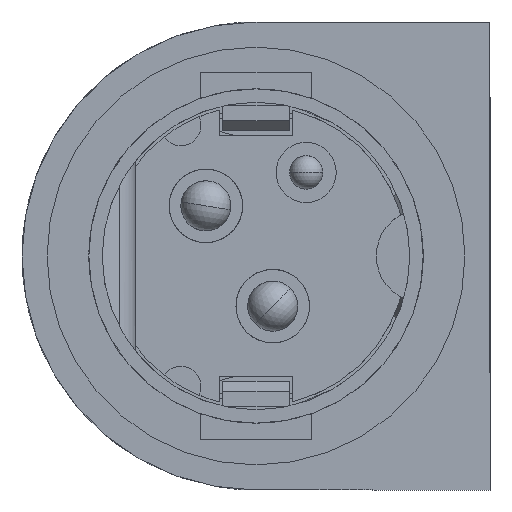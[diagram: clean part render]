
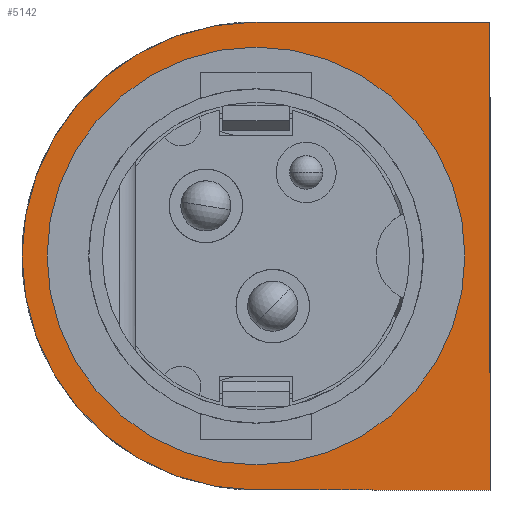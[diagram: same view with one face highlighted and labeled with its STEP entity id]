
A CAD part, left-side view. The second image highlights one B-rep face of the part: STEP entity #5142.
In plain terms, the highlighted face is planar.
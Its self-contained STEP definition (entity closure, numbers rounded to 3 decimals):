
#48 = CARTESIAN_POINT ( 'NONE',  ( 9.7, 0., 7. ) ) ;
#265 = DIRECTION ( 'NONE',  ( 0., 0., 1. ) ) ;
#472 = DIRECTION ( 'NONE',  ( 0., 1., 0. ) ) ;
#1026 = VERTEX_POINT ( 'NONE', #10331 ) ;
#1344 = VECTOR ( 'NONE', #10134, 1000. ) ;
#1579 = AXIS2_PLACEMENT_3D ( 'NONE', #14704, #7540, #265 ) ;
#2613 = VERTEX_POINT ( 'NONE', #4480 ) ;
#2664 = DIRECTION ( 'NONE',  ( 1., 0., 0. ) ) ;
#2743 = ORIENTED_EDGE ( 'NONE', *, *, #13314, .F. ) ;
#2747 = EDGE_CURVE ( 'NONE', #13644, #2613, #9684, .T. ) ;
#3193 = DIRECTION ( 'NONE',  ( 0., 0., -1. ) ) ;
#3377 = DIRECTION ( 'NONE',  ( 0., -1., 0. ) ) ;
#4480 = CARTESIAN_POINT ( 'NONE',  ( 9.7, 0., 7. ) ) ;
#4714 = EDGE_CURVE ( 'NONE', #8942, #15087, #11279, .T. ) ;
#5137 = CIRCLE ( 'NONE', #8135, 6.25 ) ;
#5142 = ADVANCED_FACE ( 'NONE', ( #14623, #14546 ), #11003, .F. ) ;
#5229 = CARTESIAN_POINT ( 'NONE',  ( 9.7, 0., -7. ) ) ;
#5486 = CARTESIAN_POINT ( 'NONE',  ( 9.7, 0., 7. ) ) ;
#6105 = ORIENTED_EDGE ( 'NONE', *, *, #13231, .F. ) ;
#6308 = DIRECTION ( 'NONE',  ( 1., 0., 0. ) ) ;
#6701 = ORIENTED_EDGE ( 'NONE', *, *, #2747, .T. ) ;
#6746 = ORIENTED_EDGE ( 'NONE', *, *, #14472, .T. ) ;
#6864 = VERTEX_POINT ( 'NONE', #14809 ) ;
#7144 = CIRCLE ( 'NONE', #11166, 6.25 ) ;
#7250 = EDGE_LOOP ( 'NONE', ( #6701, #11483, #7662, #6746 ) ) ;
#7263 = CARTESIAN_POINT ( 'NONE',  ( 9.7, 7., 0. ) ) ;
#7396 = CARTESIAN_POINT ( 'NONE',  ( 9.7, 7., 0. ) ) ;
#7540 = DIRECTION ( 'NONE',  ( -1., 0., 0. ) ) ;
#7662 = ORIENTED_EDGE ( 'NONE', *, *, #4714, .T. ) ;
#7803 = AXIS2_PLACEMENT_3D ( 'NONE', #7263, #6308, #13403 ) ;
#8135 = AXIS2_PLACEMENT_3D ( 'NONE', #11478, #11396, #3193 ) ;
#8241 = CARTESIAN_POINT ( 'NONE',  ( 9.7, 7., -7. ) ) ;
#8942 = VERTEX_POINT ( 'NONE', #5229 ) ;
#9656 = CARTESIAN_POINT ( 'NONE',  ( 9.7, 7., 7. ) ) ;
#9684 = LINE ( 'NONE', #48, #12611 ) ;
#10134 = DIRECTION ( 'NONE',  ( 0., 0., -1. ) ) ;
#10331 = CARTESIAN_POINT ( 'NONE',  ( 9.7, 7., 6.25 ) ) ;
#11003 = PLANE ( 'NONE',  #1579 ) ;
#11166 = AXIS2_PLACEMENT_3D ( 'NONE', #7396, #2664, #12203 ) ;
#11279 = LINE ( 'NONE', #14751, #14661 ) ;
#11396 = DIRECTION ( 'NONE',  ( 1., 0., 0. ) ) ;
#11478 = CARTESIAN_POINT ( 'NONE',  ( 9.7, 7., 0. ) ) ;
#11479 = EDGE_LOOP ( 'NONE', ( #2743, #6105 ) ) ;
#11483 = ORIENTED_EDGE ( 'NONE', *, *, #13372, .T. ) ;
#12203 = DIRECTION ( 'NONE',  ( 0., 0., -1. ) ) ;
#12611 = VECTOR ( 'NONE', #3377, 1000. ) ;
#13086 = CIRCLE ( 'NONE', #7803, 7. ) ;
#13231 = EDGE_CURVE ( 'NONE', #6864, #1026, #7144, .T. ) ;
#13314 = EDGE_CURVE ( 'NONE', #1026, #6864, #5137, .T. ) ;
#13372 = EDGE_CURVE ( 'NONE', #2613, #8942, #14944, .T. ) ;
#13403 = DIRECTION ( 'NONE',  ( 0., 0., 1. ) ) ;
#13644 = VERTEX_POINT ( 'NONE', #9656 ) ;
#14472 = EDGE_CURVE ( 'NONE', #15087, #13644, #13086, .T. ) ;
#14546 = FACE_OUTER_BOUND ( 'NONE', #7250, .T. ) ;
#14623 = FACE_BOUND ( 'NONE', #11479, .T. ) ;
#14661 = VECTOR ( 'NONE', #472, 1000. ) ;
#14704 = CARTESIAN_POINT ( 'NONE',  ( 9.7, 7., 0. ) ) ;
#14751 = CARTESIAN_POINT ( 'NONE',  ( 9.7, 7., -7. ) ) ;
#14809 = CARTESIAN_POINT ( 'NONE',  ( 9.7, 7., -6.25 ) ) ;
#14944 = LINE ( 'NONE', #5486, #1344 ) ;
#15087 = VERTEX_POINT ( 'NONE', #8241 ) ;
